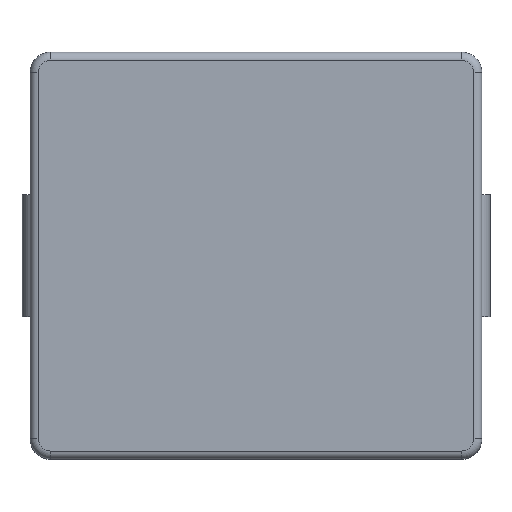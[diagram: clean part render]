
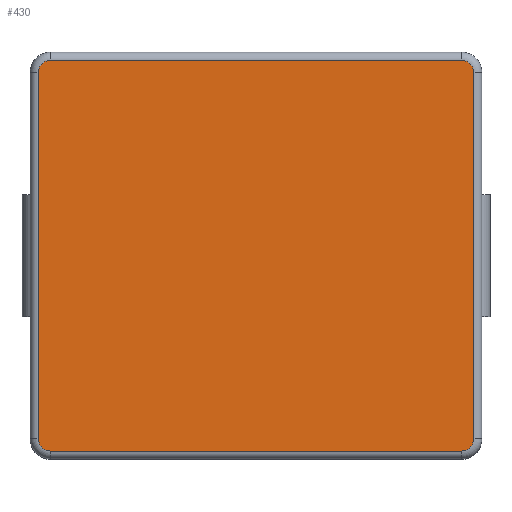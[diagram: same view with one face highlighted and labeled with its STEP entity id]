
A CAD part, top view. The second image highlights one B-rep face of the part: STEP entity #430.
In plain terms, the highlighted planar face has unit normal (0, 0, 1).
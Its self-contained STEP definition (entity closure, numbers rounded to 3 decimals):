
#117 = AXIS2_PLACEMENT_3D ( 'NONE', #12311, #1968, #738 ) ;
#430 = ADVANCED_FACE ( 'NONE', ( #11447 ), #7225, .T. ) ;
#738 = DIRECTION ( 'NONE',  ( 1., 0., 0. ) ) ;
#752 = VECTOR ( 'NONE', #5393, 1000. ) ;
#932 = DIRECTION ( 'NONE',  ( 1., 0., 0. ) ) ;
#1243 = CARTESIAN_POINT ( 'NONE',  ( 0., 0., 3.7 ) ) ;
#1904 = CARTESIAN_POINT ( 'NONE',  ( -5.35, 4.5, 3.7 ) ) ;
#1968 = DIRECTION ( 'NONE',  ( 0., 0., 1. ) ) ;
#2062 = CARTESIAN_POINT ( 'NONE',  ( 5.35, 4.5, 3.7 ) ) ;
#2271 = VERTEX_POINT ( 'NONE', #7724 ) ;
#2456 = EDGE_CURVE ( 'NONE', #2271, #7537, #10292, .T. ) ;
#2478 = CARTESIAN_POINT ( 'NONE',  ( 5.05, -4.8, 3.7 ) ) ;
#2676 = CARTESIAN_POINT ( 'NONE',  ( -5.05, 4.5, 3.7 ) ) ;
#3277 = CARTESIAN_POINT ( 'NONE',  ( -5.35, -4.5, 3.7 ) ) ;
#3343 = CIRCLE ( 'NONE', #11015, 0.3 ) ;
#3353 = EDGE_CURVE ( 'NONE', #4882, #9713, #7883, .T. ) ;
#3707 = DIRECTION ( 'NONE',  ( -1., 0., 0. ) ) ;
#3905 = DIRECTION ( 'NONE',  ( 0., 0., 1. ) ) ;
#4452 = EDGE_LOOP ( 'NONE', ( #10623, #10873, #9435, #5486, #8655, #5295, #11139, #11985 ) ) ;
#4646 = CIRCLE ( 'NONE', #5731, 0.3 ) ;
#4867 = CIRCLE ( 'NONE', #117, 0.3 ) ;
#4882 = VERTEX_POINT ( 'NONE', #6463 ) ;
#5069 = CIRCLE ( 'NONE', #12770, 0.3 ) ;
#5145 = VERTEX_POINT ( 'NONE', #6430 ) ;
#5295 = ORIENTED_EDGE ( 'NONE', *, *, #7186, .T. ) ;
#5393 = DIRECTION ( 'NONE',  ( 1., 0., 0. ) ) ;
#5440 = VECTOR ( 'NONE', #13183, 1000. ) ;
#5486 = ORIENTED_EDGE ( 'NONE', *, *, #7685, .T. ) ;
#5631 = VERTEX_POINT ( 'NONE', #1904 ) ;
#5731 = AXIS2_PLACEMENT_3D ( 'NONE', #13313, #3905, #7313 ) ;
#5739 = CARTESIAN_POINT ( 'NONE',  ( -5.05, 4.8, 3.7 ) ) ;
#5998 = LINE ( 'NONE', #8921, #5440 ) ;
#6430 = CARTESIAN_POINT ( 'NONE',  ( 5.05, -4.8, 3.7 ) ) ;
#6463 = CARTESIAN_POINT ( 'NONE',  ( 5.05, 4.8, 3.7 ) ) ;
#6771 = EDGE_CURVE ( 'NONE', #9713, #5631, #3343, .T. ) ;
#6813 = DIRECTION ( 'NONE',  ( 1., 0., 0. ) ) ;
#6971 = VERTEX_POINT ( 'NONE', #3277 ) ;
#7186 = EDGE_CURVE ( 'NONE', #5145, #2271, #4867, .T. ) ;
#7225 = PLANE ( 'NONE',  #12614 ) ;
#7313 = DIRECTION ( 'NONE',  ( 1., 0., 0. ) ) ;
#7537 = VERTEX_POINT ( 'NONE', #12572 ) ;
#7685 = EDGE_CURVE ( 'NONE', #6971, #11650, #4646, .T. ) ;
#7724 = CARTESIAN_POINT ( 'NONE',  ( 5.35, -4.5, 3.7 ) ) ;
#7883 = LINE ( 'NONE', #5739, #10858 ) ;
#8655 = ORIENTED_EDGE ( 'NONE', *, *, #10733, .T. ) ;
#8921 = CARTESIAN_POINT ( 'NONE',  ( -5.35, -4.5, 3.7 ) ) ;
#9159 = CARTESIAN_POINT ( 'NONE',  ( 5.05, 4.5, 3.7 ) ) ;
#9387 = DIRECTION ( 'NONE',  ( 1., 0., 0. ) ) ;
#9396 = DIRECTION ( 'NONE',  ( 0., 1., 0. ) ) ;
#9435 = ORIENTED_EDGE ( 'NONE', *, *, #9677, .T. ) ;
#9612 = LINE ( 'NONE', #2478, #752 ) ;
#9677 = EDGE_CURVE ( 'NONE', #5631, #6971, #5998, .T. ) ;
#9713 = VERTEX_POINT ( 'NONE', #12551 ) ;
#9841 = DIRECTION ( 'NONE',  ( 0., 0., 1. ) ) ;
#9945 = DIRECTION ( 'NONE',  ( 0., 0., 1. ) ) ;
#10292 = LINE ( 'NONE', #2062, #11241 ) ;
#10310 = EDGE_CURVE ( 'NONE', #7537, #4882, #5069, .T. ) ;
#10623 = ORIENTED_EDGE ( 'NONE', *, *, #3353, .T. ) ;
#10733 = EDGE_CURVE ( 'NONE', #11650, #5145, #9612, .T. ) ;
#10858 = VECTOR ( 'NONE', #3707, 1000. ) ;
#10873 = ORIENTED_EDGE ( 'NONE', *, *, #6771, .T. ) ;
#11015 = AXIS2_PLACEMENT_3D ( 'NONE', #2676, #9945, #6813 ) ;
#11139 = ORIENTED_EDGE ( 'NONE', *, *, #2456, .T. ) ;
#11215 = DIRECTION ( 'NONE',  ( 0., 0., 1. ) ) ;
#11241 = VECTOR ( 'NONE', #9396, 1000. ) ;
#11447 = FACE_OUTER_BOUND ( 'NONE', #4452, .T. ) ;
#11650 = VERTEX_POINT ( 'NONE', #12266 ) ;
#11985 = ORIENTED_EDGE ( 'NONE', *, *, #10310, .T. ) ;
#12266 = CARTESIAN_POINT ( 'NONE',  ( -5.05, -4.8, 3.7 ) ) ;
#12311 = CARTESIAN_POINT ( 'NONE',  ( 5.05, -4.5, 3.7 ) ) ;
#12551 = CARTESIAN_POINT ( 'NONE',  ( -5.05, 4.8, 3.7 ) ) ;
#12572 = CARTESIAN_POINT ( 'NONE',  ( 5.35, 4.5, 3.7 ) ) ;
#12614 = AXIS2_PLACEMENT_3D ( 'NONE', #1243, #9841, #9387 ) ;
#12770 = AXIS2_PLACEMENT_3D ( 'NONE', #9159, #11215, #932 ) ;
#13183 = DIRECTION ( 'NONE',  ( 0., -1., 0. ) ) ;
#13313 = CARTESIAN_POINT ( 'NONE',  ( -5.05, -4.5, 3.7 ) ) ;
